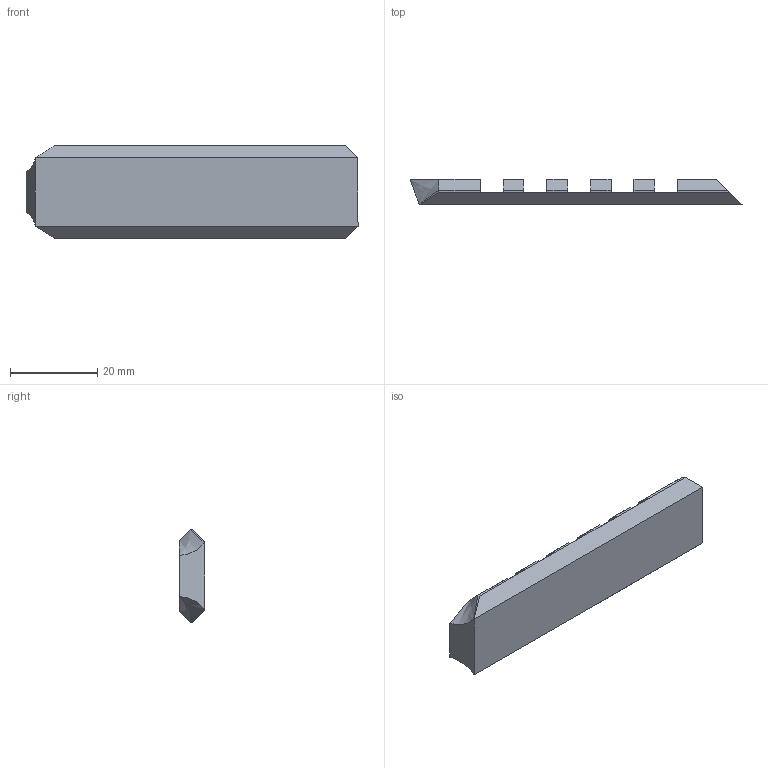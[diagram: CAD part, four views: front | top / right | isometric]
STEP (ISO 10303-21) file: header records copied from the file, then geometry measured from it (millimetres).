
FILE_DESCRIPTION(/* description */ (''),/* implementation_level */ '2;1');
FILE_NAME(/* name */ 'FRAME_FRONT_RAIL[1.1].step',/* time_stamp */ '2021-03-01T09:32:15-05:00',/* author */ (''),/* organization */ (''),/* preprocessor_version */ 'ST-DEVELOPER v18.1',/* originating_system */ 'Autodesk Translation Framework v9.7.0.1280',/* authorisation */ '');
FILE_SCHEMA (('AUTOMOTIVE_DESIGN { 1 0 10303 214 3 1 1 }'));
Length unit declared in the file: millimetre
Products named in the file (2): FRAME_FRONT_RAIL[1.1]; Component2
Assembly tree (1 placements, depth 2):
  FRAME_FRONT_RAIL[1.1]
    Component2
Bounding box: 76.18 x 5.88 x 21.21 mm (x, y, z)
Volume: 6297.1 mm3; surface area: 4153.8 mm2
Topology: 1 solids, 1 shells, 45 faces, 123 edges, 80 vertices
Faces by surface type: plane 41, bspline 4
Entity records: 1515 total; most frequent: CARTESIAN_POINT 329, ORIENTED_EDGE 246, DIRECTION 213, EDGE_CURVE 123, LINE 117, VECTOR 117, VERTEX_POINT 80, AXIS2_PLACEMENT_3D 48
